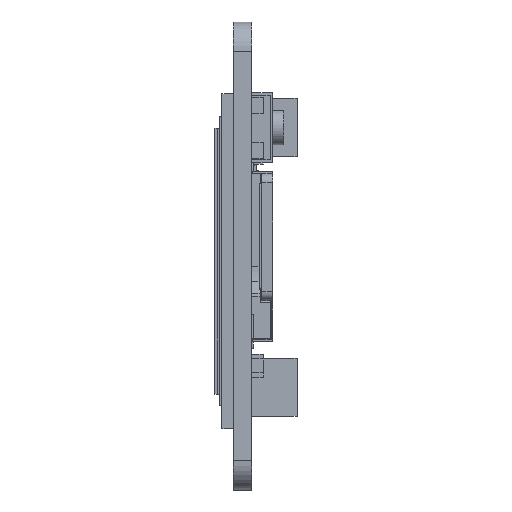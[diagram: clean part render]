
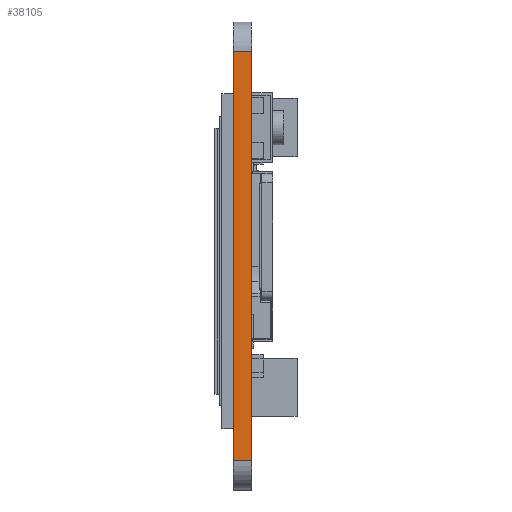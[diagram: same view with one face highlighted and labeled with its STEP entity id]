
A CAD part, left-side view. The second image highlights one B-rep face of the part: STEP entity #38105.
In plain terms, the highlighted planar face has unit normal (-1, 0, 0).
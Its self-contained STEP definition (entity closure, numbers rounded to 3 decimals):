
#555=PLANE('',#40476);
#2329=FACE_OUTER_BOUND('',#4391,.T.);
#4391=EDGE_LOOP('',(#26480,#26481,#26482,#26483));
#6751=LINE('',#53850,#11669);
#6752=LINE('',#53853,#11670);
#6753=LINE('',#53855,#11671);
#6754=LINE('',#53856,#11672);
#11669=VECTOR('',#43456,10.);
#11670=VECTOR('',#43459,10.);
#11671=VECTOR('',#43460,10.);
#11672=VECTOR('',#43461,10.);
#17228=VERTEX_POINT('',#53846);
#17229=VERTEX_POINT('',#53848);
#17230=VERTEX_POINT('',#53852);
#17231=VERTEX_POINT('',#53854);
#20863=EDGE_CURVE('',#17228,#17229,#6751,.T.);
#20864=EDGE_CURVE('',#17228,#17230,#6752,.T.);
#20865=EDGE_CURVE('',#17231,#17229,#6753,.T.);
#20866=EDGE_CURVE('',#17230,#17231,#6754,.T.);
#26480=ORIENTED_EDGE('',*,*,#20864,.F.);
#26481=ORIENTED_EDGE('',*,*,#20863,.T.);
#26482=ORIENTED_EDGE('',*,*,#20865,.F.);
#26483=ORIENTED_EDGE('',*,*,#20866,.F.);
#38105=ADVANCED_FACE('',(#2329),#555,.T.);
#40476=AXIS2_PLACEMENT_3D('',#53851,#43457,#43458);
#43456=DIRECTION('',(0.,0.,1.));
#43457=DIRECTION('center_axis',(-1.,0.,
0.));
#43458=DIRECTION('ref_axis',(0.,-1.,0.));
#43459=DIRECTION('',(0.,1.,0.));
#43460=DIRECTION('',(0.,-1.,0.));
#43461=DIRECTION('',(0.,0.,1.));
#53846=CARTESIAN_POINT('',(-0.01,2.162,0.));
#53848=CARTESIAN_POINT('',(-0.01,2.162,1.57));
#53850=CARTESIAN_POINT('',(-0.01,2.162,0.));
#53851=CARTESIAN_POINT('Origin',(-0.001,37.589,0.));
#53852=CARTESIAN_POINT('',(-0.001,37.589,0.));
#53853=CARTESIAN_POINT('',(-0.01,2.162,0.));
#53854=CARTESIAN_POINT('',(-0.001,37.589,1.57));
#53855=CARTESIAN_POINT('',(-0.01,2.162,1.57));
#53856=CARTESIAN_POINT('',(-0.001,37.589,0.));
